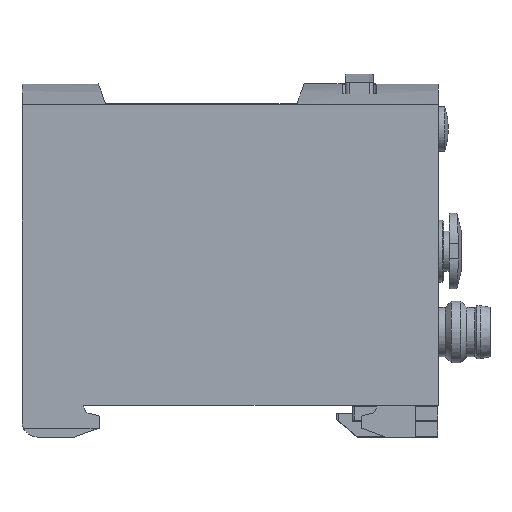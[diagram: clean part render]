
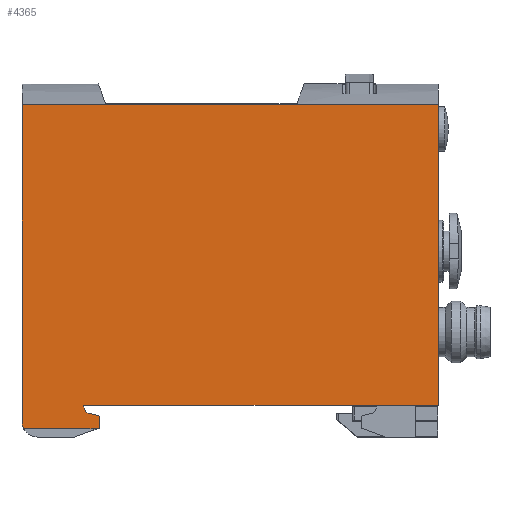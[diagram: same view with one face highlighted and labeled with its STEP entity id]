
A CAD part, left-side view. The second image highlights one B-rep face of the part: STEP entity #4365.
In plain terms, the highlighted planar face has unit normal (-1, 0, 0).
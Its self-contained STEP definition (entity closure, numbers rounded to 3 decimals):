
#168=CIRCLE('',#4607,1.1);
#169=CIRCLE('',#4610,2.);
#441=ORIENTED_EDGE('',*,*,#1326,.F.);
#442=ORIENTED_EDGE('',*,*,#1218,.T.);
#443=ORIENTED_EDGE('',*,*,#1297,.F.);
#444=ORIENTED_EDGE('',*,*,#1236,.F.);
#445=ORIENTED_EDGE('',*,*,#1327,.T.);
#446=ORIENTED_EDGE('',*,*,#1328,.T.);
#447=ORIENTED_EDGE('',*,*,#1329,.F.);
#448=ORIENTED_EDGE('',*,*,#1330,.F.);
#449=ORIENTED_EDGE('',*,*,#1317,.F.);
#450=ORIENTED_EDGE('',*,*,#1321,.F.);
#1218=EDGE_CURVE('',#1664,#1665,#1989,.T.);
#1236=EDGE_CURVE('',#1682,#1683,#2006,.T.);
#1297=EDGE_CURVE('',#1683,#1665,#2040,.T.);
#1317=EDGE_CURVE('',#1757,#1758,#2055,.T.);
#1321=EDGE_CURVE('',#1760,#1757,#168,.F.);
#1326=EDGE_CURVE('',#1664,#1760,#2062,.T.);
#1327=EDGE_CURVE('',#1682,#1763,#169,.F.);
#1328=EDGE_CURVE('',#1763,#1764,#2063,.T.);
#1329=EDGE_CURVE('',#1765,#1764,#2064,.T.);
#1330=EDGE_CURVE('',#1758,#1765,#2065,.T.);
#1664=VERTEX_POINT('',#5942);
#1665=VERTEX_POINT('',#5943);
#1682=VERTEX_POINT('',#5978);
#1683=VERTEX_POINT('',#5980);
#1757=VERTEX_POINT('',#6178);
#1758=VERTEX_POINT('',#6180);
#1760=VERTEX_POINT('',#6186);
#1763=VERTEX_POINT('',#6198);
#1764=VERTEX_POINT('',#6200);
#1765=VERTEX_POINT('',#6202);
#1989=LINE('',#5941,#2307);
#2006=LINE('',#5979,#2324);
#2040=LINE('',#6127,#2358);
#2055=LINE('',#6179,#2373);
#2062=LINE('',#6196,#2380);
#2063=LINE('',#6199,#2381);
#2064=LINE('',#6201,#2382);
#2065=LINE('',#6203,#2383);
#2307=VECTOR('',#4963,1000.);
#2324=VECTOR('',#4984,1000.);
#2358=VECTOR('',#5068,1000.);
#2373=VECTOR('',#5099,1000.);
#2380=VECTOR('',#5116,1000.);
#2381=VECTOR('',#5119,1000.);
#2382=VECTOR('',#5120,1000.);
#2383=VECTOR('',#5121,1000.);
#2623=EDGE_LOOP('',(#441,#442,#443,#444,#445,#446,#447,#448,#449,#450));
#2879=FACE_BOUND('',#2623,.T.);
#3118=PLANE('',#4609);
#4365=ADVANCED_FACE('',(#2879),#3118,.F.);
#4607=AXIS2_PLACEMENT_3D('',#6187,#5106,#5107);
#4609=AXIS2_PLACEMENT_3D('',#6195,#5114,#5115);
#4610=AXIS2_PLACEMENT_3D('',#6197,#5117,#5118);
#4963=DIRECTION('',(0.,0.,1.));
#4984=DIRECTION('',(0.,0.,1.));
#5068=DIRECTION('',(0.,-1.,0.));
#5099=DIRECTION('',(0.,-0.966,-0.259));
#5106=DIRECTION('',(1.,0.,0.));
#5107=DIRECTION('',(0.,0.,-1.));
#5114=DIRECTION('',(1.,0.,0.));
#5115=DIRECTION('',(0.,0.,-1.));
#5116=DIRECTION('',(0.,1.,0.));
#5117=DIRECTION('',(1.,0.,0.));
#5118=DIRECTION('',(0.,0.,-1.));
#5119=DIRECTION('',(0.,-1.,0.));
#5120=DIRECTION('',(0.,0.94,-0.342));
#5121=DIRECTION('',(0.,0.,-1.));
#5941=CARTESIAN_POINT('',(-16.,0.,-23.));
#5942=CARTESIAN_POINT('',(-16.,0.,-18.9));
#5943=CARTESIAN_POINT('',(-16.,0.,20.105));
#5978=CARTESIAN_POINT('',(-16.,54.,-21.));
#5979=CARTESIAN_POINT('',(-16.,54.,-23.));
#5980=CARTESIAN_POINT('',(-16.,54.,20.105));
#6127=CARTESIAN_POINT('',(-16.,54.,20.105));
#6178=CARTESIAN_POINT('',(-16.,45.437,-19.895));
#6179=CARTESIAN_POINT('',(-16.,52.65,-17.962));
#6180=CARTESIAN_POINT('',(-16.,44.,-20.28));
#6186=CARTESIAN_POINT('',(-16.,46.,-18.9));
#6187=CARTESIAN_POINT('',(-16.,44.901,-18.935));
#6195=CARTESIAN_POINT('',(-16.,54.,-23.));
#6196=CARTESIAN_POINT('',(-16.,54.,-18.9));
#6197=CARTESIAN_POINT('',(-16.,52.,-21.));
#6198=CARTESIAN_POINT('',(-16.,53.786,-21.9));
#6199=CARTESIAN_POINT('',(-16.,54.,-21.9));
#6200=CARTESIAN_POINT('',(-16.,44.137,-21.9));
#6201=CARTESIAN_POINT('',(-16.,53.2,-25.198));
#6202=CARTESIAN_POINT('',(-16.,44.,-21.85));
#6203=CARTESIAN_POINT('',(-16.,44.,-23.));
